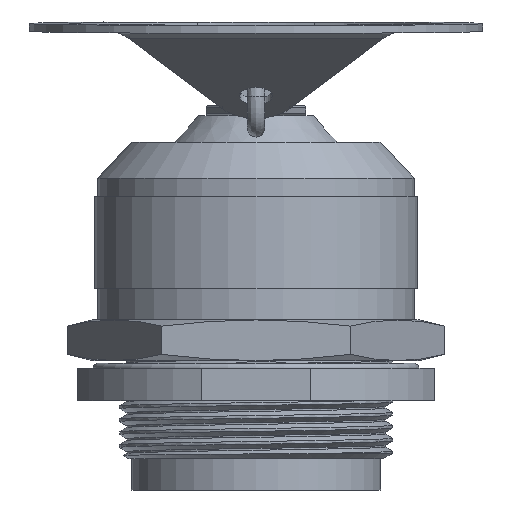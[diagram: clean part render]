
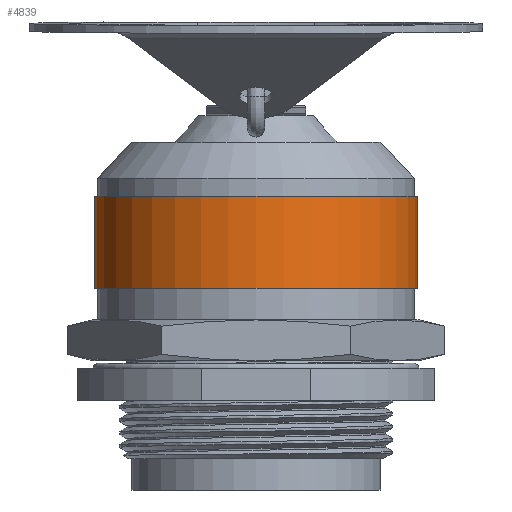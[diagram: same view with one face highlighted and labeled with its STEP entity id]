
A CAD part, front view. The second image highlights one B-rep face of the part: STEP entity #4839.
In plain terms, the highlighted cylindrical face has radius 15.875 mm (diameter 31.75 mm), a full revolution.
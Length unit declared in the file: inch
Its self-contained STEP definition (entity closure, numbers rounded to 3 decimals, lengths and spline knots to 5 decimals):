
#389 = AXIS2_PLACEMENT_3D ( 'NONE', #18989, #8662, #20735 ) ;
#651 = CIRCLE ( 'NONE', #9981, 0.625 ) ;
#1300 = EDGE_LOOP ( 'NONE', ( #1861 ) ) ;
#1622 = DIRECTION ( 'NONE',  ( 0., 0., 1. ) ) ;
#1638 = FACE_OUTER_BOUND ( 'NONE', #21085, .T. ) ;
#1861 = ORIENTED_EDGE ( 'NONE', *, *, #2601, .T. ) ;
#2160 = CARTESIAN_POINT ( 'NONE',  ( 0., 0.12205, 0. ) ) ;
#2601 = EDGE_CURVE ( 'NONE', #15494, #15494, #651, .T. ) ;
#3902 = DIRECTION ( 'NONE',  ( 0., 0., 1. ) ) ;
#4839 = ADVANCED_FACE ( 'NONE', ( #1638, #10765 ), #5672, .T. ) ;
#5249 = VERTEX_POINT ( 'NONE', #18023 ) ;
#5672 = CYLINDRICAL_SURFACE ( 'NONE', #13193, 0.625 ) ;
#5750 = EDGE_CURVE ( 'NONE', #5249, #5249, #12909, .T. ) ;
#7630 = CARTESIAN_POINT ( 'NONE',  ( 0., 0.12205, 0.625 ) ) ;
#8465 = DIRECTION ( 'NONE',  ( 0., 1., 0. ) ) ;
#8662 = DIRECTION ( 'NONE',  ( 0., 1., 0. ) ) ;
#9981 = AXIS2_PLACEMENT_3D ( 'NONE', #2160, #14199, #3902 ) ;
#10765 = FACE_OUTER_BOUND ( 'NONE', #1300, .T. ) ;
#11005 = ORIENTED_EDGE ( 'NONE', *, *, #5750, .F. ) ;
#12909 = CIRCLE ( 'NONE', #389, 0.625 ) ;
#13193 = AXIS2_PLACEMENT_3D ( 'NONE', #22251, #8465, #1622 ) ;
#14199 = DIRECTION ( 'NONE',  ( 0., 1., 0. ) ) ;
#15494 = VERTEX_POINT ( 'NONE', #7630 ) ;
#18023 = CARTESIAN_POINT ( 'NONE',  ( 0., 0.47805, 0.625 ) ) ;
#18989 = CARTESIAN_POINT ( 'NONE',  ( 0., 0.47805, 0. ) ) ;
#20735 = DIRECTION ( 'NONE',  ( 0., 0., 1. ) ) ;
#21085 = EDGE_LOOP ( 'NONE', ( #11005 ) ) ;
#22251 = CARTESIAN_POINT ( 'NONE',  ( 0., 0.789, 0. ) ) ;
